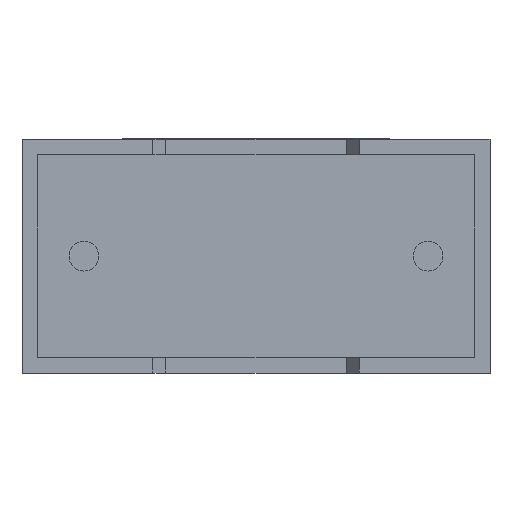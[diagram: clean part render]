
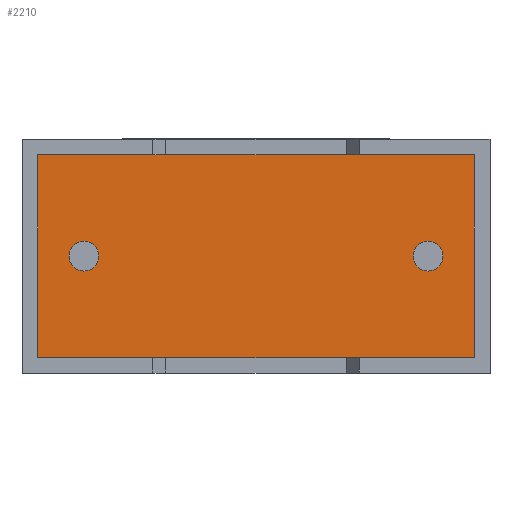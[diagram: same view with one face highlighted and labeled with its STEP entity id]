
A CAD part, front view. The second image highlights one B-rep face of the part: STEP entity #2210.
In plain terms, the highlighted planar face has unit normal (0, -1, 0).
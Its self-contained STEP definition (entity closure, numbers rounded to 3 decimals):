
#61 = PLANE ( 'NONE',  #1678 ) ;
#85 = EDGE_CURVE ( 'NONE', #812, #392, #2049, .T. ) ;
#88 = DIRECTION ( 'NONE',  ( 0., -1., 0. ) ) ;
#127 = LINE ( 'NONE', #635, #1392 ) ;
#129 = DIRECTION ( 'NONE',  ( 0., 0., -1. ) ) ;
#140 = EDGE_CURVE ( 'NONE', #2035, #588, #1346, .T. ) ;
#153 = DIRECTION ( 'NONE',  ( 1., 0., 0. ) ) ;
#172 = DIRECTION ( 'NONE',  ( 0., -1., 0. ) ) ;
#189 = CARTESIAN_POINT ( 'NONE',  ( 8.85, 0.75, 2.55 ) ) ;
#309 = CARTESIAN_POINT ( 'NONE',  ( 8.85, 0.75, 2.225 ) ) ;
#364 = DIRECTION ( 'NONE',  ( 0., -1., 0. ) ) ;
#392 = VERTEX_POINT ( 'NONE', #309 ) ;
#500 = VECTOR ( 'NONE', #1083, 1000. ) ;
#524 = CARTESIAN_POINT ( 'NONE',  ( 9.86, 0.75, 0.34 ) ) ;
#539 = CARTESIAN_POINT ( 'NONE',  ( 0.34, 0.75, 4.76 ) ) ;
#543 = EDGE_LOOP ( 'NONE', ( #2632, #2331, #2410, #1819 ) ) ;
#559 = CARTESIAN_POINT ( 'NONE',  ( 1.35, 0.75, 2.225 ) ) ;
#588 = VERTEX_POINT ( 'NONE', #539 ) ;
#611 = DIRECTION ( 'NONE',  ( 0., 0., -1. ) ) ;
#614 = VERTEX_POINT ( 'NONE', #559 ) ;
#618 = CARTESIAN_POINT ( 'NONE',  ( 1.35, 0.75, 2.55 ) ) ;
#622 = DIRECTION ( 'NONE',  ( 0., -1., 0. ) ) ;
#635 = CARTESIAN_POINT ( 'NONE',  ( 0.34, 0.75, 0.34 ) ) ;
#716 = EDGE_CURVE ( 'NONE', #588, #3006, #1065, .T. ) ;
#717 = AXIS2_PLACEMENT_3D ( 'NONE', #1099, #622, #1781 ) ;
#721 = EDGE_CURVE ( 'NONE', #2614, #614, #2302, .T. ) ;
#812 = VERTEX_POINT ( 'NONE', #1282 ) ;
#828 = CARTESIAN_POINT ( 'NONE',  ( 0.34, 0.75, 4.76 ) ) ;
#863 = ORIENTED_EDGE ( 'NONE', *, *, #721, .F. ) ;
#874 = DIRECTION ( 'NONE',  ( 0., 0., -1. ) ) ;
#954 = LINE ( 'NONE', #1228, #1030 ) ;
#971 = EDGE_CURVE ( 'NONE', #3006, #2928, #127, .T. ) ;
#983 = EDGE_LOOP ( 'NONE', ( #863, #1691 ) ) ;
#999 = ORIENTED_EDGE ( 'NONE', *, *, #85, .F. ) ;
#1030 = VECTOR ( 'NONE', #1909, 1000. ) ;
#1065 = LINE ( 'NONE', #828, #1066 ) ;
#1066 = VECTOR ( 'NONE', #2742, 1000. ) ;
#1083 = DIRECTION ( 'NONE',  ( -1., 0., 0. ) ) ;
#1099 = CARTESIAN_POINT ( 'NONE',  ( 8.85, 0.75, 2.55 ) ) ;
#1131 = AXIS2_PLACEMENT_3D ( 'NONE', #189, #364, #611 ) ;
#1208 = AXIS2_PLACEMENT_3D ( 'NONE', #618, #88, #2911 ) ;
#1228 = CARTESIAN_POINT ( 'NONE',  ( 9.86, 0.75, 0.34 ) ) ;
#1239 = CIRCLE ( 'NONE', #1928, 0.325 ) ;
#1282 = CARTESIAN_POINT ( 'NONE',  ( 8.85, 0.75, 2.875 ) ) ;
#1346 = LINE ( 'NONE', #2293, #500 ) ;
#1392 = VECTOR ( 'NONE', #153, 1000. ) ;
#1515 = EDGE_CURVE ( 'NONE', #392, #812, #2874, .T. ) ;
#1539 = CARTESIAN_POINT ( 'NONE',  ( 1.35, 0.75, 2.55 ) ) ;
#1553 = EDGE_LOOP ( 'NONE', ( #999, #2538 ) ) ;
#1678 = AXIS2_PLACEMENT_3D ( 'NONE', #2029, #2765, #129 ) ;
#1684 = FACE_BOUND ( 'NONE', #983, .T. ) ;
#1691 = ORIENTED_EDGE ( 'NONE', *, *, #2229, .F. ) ;
#1781 = DIRECTION ( 'NONE',  ( 0., 0., -1. ) ) ;
#1819 = ORIENTED_EDGE ( 'NONE', *, *, #140, .T. ) ;
#1846 = CARTESIAN_POINT ( 'NONE',  ( 9.86, 0.75, 4.76 ) ) ;
#1909 = DIRECTION ( 'NONE',  ( 0., 0., 1. ) ) ;
#1928 = AXIS2_PLACEMENT_3D ( 'NONE', #1539, #172, #874 ) ;
#2029 = CARTESIAN_POINT ( 'NONE',  ( 0., 0.75, 0. ) ) ;
#2035 = VERTEX_POINT ( 'NONE', #1846 ) ;
#2049 = CIRCLE ( 'NONE', #717, 0.325 ) ;
#2210 = ADVANCED_FACE ( 'NONE', ( #2625, #2445, #1684 ), #61, .T. ) ;
#2229 = EDGE_CURVE ( 'NONE', #614, #2614, #1239, .T. ) ;
#2258 = CARTESIAN_POINT ( 'NONE',  ( 1.35, 0.75, 2.875 ) ) ;
#2293 = CARTESIAN_POINT ( 'NONE',  ( 9.86, 0.75, 4.76 ) ) ;
#2302 = CIRCLE ( 'NONE', #1208, 0.325 ) ;
#2331 = ORIENTED_EDGE ( 'NONE', *, *, #971, .T. ) ;
#2410 = ORIENTED_EDGE ( 'NONE', *, *, #2793, .T. ) ;
#2445 = FACE_OUTER_BOUND ( 'NONE', #543, .T. ) ;
#2538 = ORIENTED_EDGE ( 'NONE', *, *, #1515, .F. ) ;
#2614 = VERTEX_POINT ( 'NONE', #2258 ) ;
#2625 = FACE_BOUND ( 'NONE', #1553, .T. ) ;
#2632 = ORIENTED_EDGE ( 'NONE', *, *, #716, .T. ) ;
#2742 = DIRECTION ( 'NONE',  ( 0., 0., -1. ) ) ;
#2751 = CARTESIAN_POINT ( 'NONE',  ( 0.34, 0.75, 0.34 ) ) ;
#2765 = DIRECTION ( 'NONE',  ( 0., -1., 0. ) ) ;
#2793 = EDGE_CURVE ( 'NONE', #2928, #2035, #954, .T. ) ;
#2874 = CIRCLE ( 'NONE', #1131, 0.325 ) ;
#2911 = DIRECTION ( 'NONE',  ( 0., 0., -1. ) ) ;
#2928 = VERTEX_POINT ( 'NONE', #524 ) ;
#3006 = VERTEX_POINT ( 'NONE', #2751 ) ;
